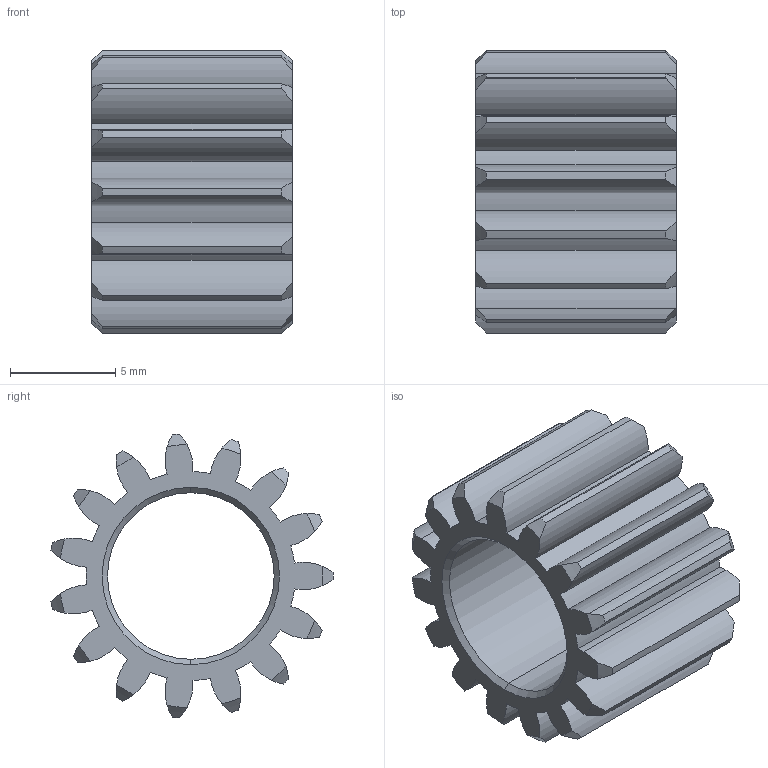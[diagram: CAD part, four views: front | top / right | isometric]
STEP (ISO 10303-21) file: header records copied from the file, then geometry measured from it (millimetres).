
FILE_DESCRIPTION (( 'STEP AP214' ), '1' );
FILE_NAME ('am-0556 15 Tooth, 32 dp CIM Gear.STEP', '2014-08-20T21:03:30', ( '' ), ( '' ), 'SwSTEP 2.0', 'SolidWorks 2014', '' );
FILE_SCHEMA (( 'AUTOMOTIVE_DESIGN' ));
Length unit declared in the file: inch
Products named in the file (1): am-0556 15 Tooth, 32 dp CIM Gear
Bounding box: 9.53 x 13.38 x 13.45 mm (x, y, z)
Volume: 536.1 mm3; surface area: 1056.4 mm2
Topology: 1 solids, 1 shells, 102 faces, 296 edges, 196 vertices
Faces by surface type: cylinder 66, cone 34, plane 2
Entity records: 3558 total; most frequent: CARTESIAN_POINT 787, DIRECTION 600, ORIENTED_EDGE 592, EDGE_CURVE 296, AXIS2_PLACEMENT_3D 265, VERTEX_POINT 196, CIRCLE 162, EDGE_LOOP 104
